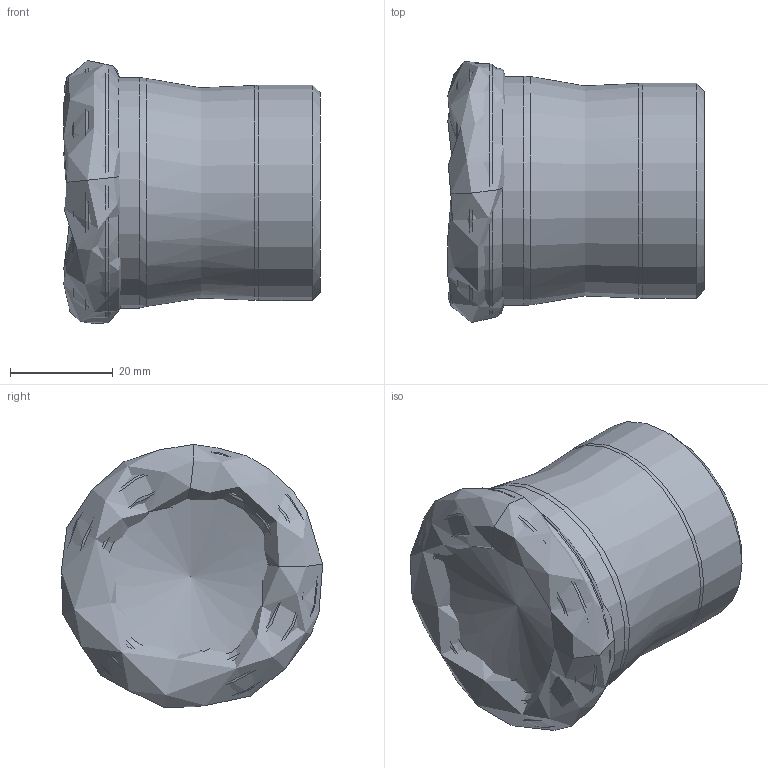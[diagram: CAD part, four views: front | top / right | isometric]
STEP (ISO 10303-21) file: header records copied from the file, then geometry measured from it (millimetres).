
FILE_DESCRIPTION(/* description */ (''),/* implementation_level */ '2;1');
FILE_NAME(/* name */ 'model1.stp',/* time_stamp */ '2023-11-02T16:36:49+03:00',/* author */ (''),/* organization */ (''),/* preprocessor_version */ 'ST-DEVELOPER v19.4',/* originating_system */ 'SIEMENS PLM Software NX2306.3001',/* authorisation */ '');
FILE_SCHEMA (('AUTOMOTIVE_DESIGN { 1 0 10303 214 3 1 1 1 }'));
Length unit declared in the file: millimetre
Products named in the file (1): model1_objects
Bounding box: 50 x 50.96 x 51.32 mm (x, y, z)
Volume: 83231.2 mm3; surface area: 14563.9 mm2
Topology: 2 solids, 2 shells, 19 faces, 36 edges, 19 vertices
Faces by surface type: torus 9, revolution 3, bspline 2, cylinder 2, plane 2, cone 1
Full cylindrical faces by diameter (mm): 42 x1, 45 x1
Entity records: 652 total; most frequent: CARTESIAN_POINT 178, DIRECTION 69, FACE_BOUND 36, EDGE_LOOP 36, ORIENTED_EDGE 36, AXIS2_PLACEMENT_3D 33, PRESENTATION_STYLE_ASSIGNMENT 19, SURFACE_STYLE_USAGE 19
